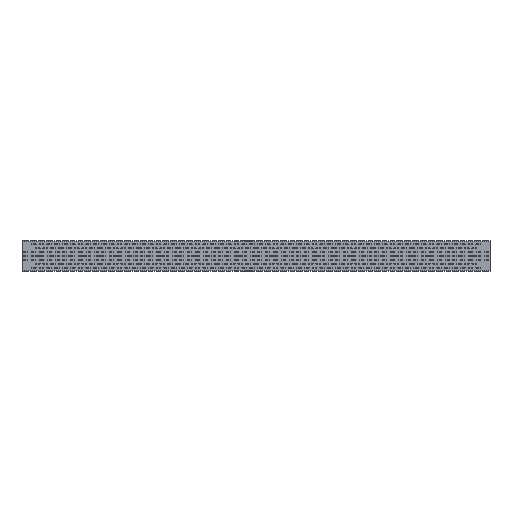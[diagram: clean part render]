
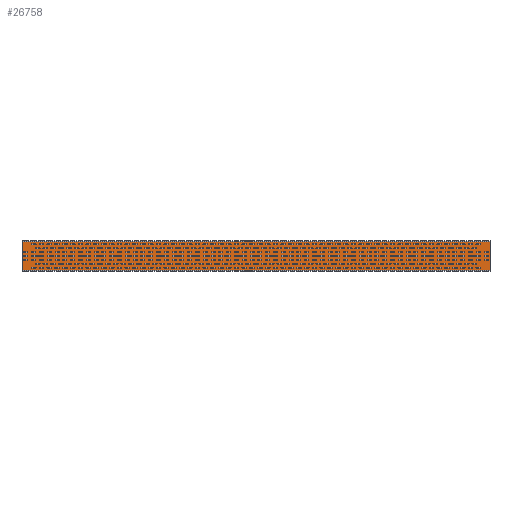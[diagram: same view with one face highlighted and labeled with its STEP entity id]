
A CAD part, top view. The second image highlights one B-rep face of the part: STEP entity #26758.
In plain terms, the highlighted planar face has unit normal (0, 0, 1).
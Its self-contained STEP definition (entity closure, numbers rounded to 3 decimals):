
#5644=FACE_OUTER_BOUND('',#6800,.T.);
#6800=EDGE_LOOP('',(#21280,#21281,#21282,#21283));
#7935=LINE('',#40241,#10123);
#7961=LINE('',#40337,#10149);
#7966=LINE('',#40350,#10154);
#7972=LINE('',#40373,#10160);
#10123=VECTOR('',#31295,1.);
#10149=VECTOR('',#31391,1.);
#10154=VECTOR('',#31404,1.);
#10160=VECTOR('',#31432,1.);
#12315=VERTEX_POINT('',#40238);
#12316=VERTEX_POINT('',#40240);
#12351=VERTEX_POINT('',#40335);
#12355=VERTEX_POINT('',#40349);
#16688=EDGE_CURVE('',#12316,#12315,#7935,.T.);
#16737=EDGE_CURVE('',#12351,#12315,#7961,.F.);
#16743=EDGE_CURVE('',#12355,#12316,#7966,.T.);
#16755=EDGE_CURVE('',#12355,#12351,#7972,.T.);
#21280=ORIENTED_EDGE('',*,*,#16737,.F.);
#21281=ORIENTED_EDGE('',*,*,#16755,.F.);
#21282=ORIENTED_EDGE('',*,*,#16743,.T.);
#21283=ORIENTED_EDGE('',*,*,#16688,.T.);
#25602=PLANE('',#27956);
#26758=ADVANCED_FACE('',(#5644),#25602,.T.);
#27956=AXIS2_PLACEMENT_3D('',#40409,#31476,#31477);
#31295=DIRECTION('',(0.,1.,0.));
#31391=DIRECTION('',(-1.,0.,0.));
#31404=DIRECTION('',(1.,0.,0.));
#31432=DIRECTION('',(0.,1.,0.));
#31476=DIRECTION('center_axis',(0.,0.,1.));
#31477=DIRECTION('ref_axis',(1.,0.,0.));
#40238=CARTESIAN_POINT('',(3199.407,234.283,-23.));
#40240=CARTESIAN_POINT('',(3199.407,42.283,-23.));
#40241=CARTESIAN_POINT('',(3199.407,138.283,-23.));
#40335=CARTESIAN_POINT('',(169.407,234.283,-23.));
#40337=CARTESIAN_POINT('',(1684.407,234.283,-23.));
#40349=CARTESIAN_POINT('',(169.407,42.283,-23.));
#40350=CARTESIAN_POINT('',(1684.407,42.283,-23.));
#40373=CARTESIAN_POINT('',(169.407,138.283,-23.));
#40409=CARTESIAN_POINT('Origin',(1684.407,138.283,-23.));
